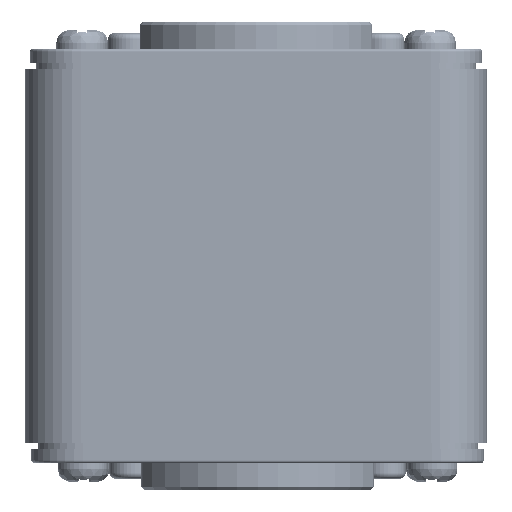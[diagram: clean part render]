
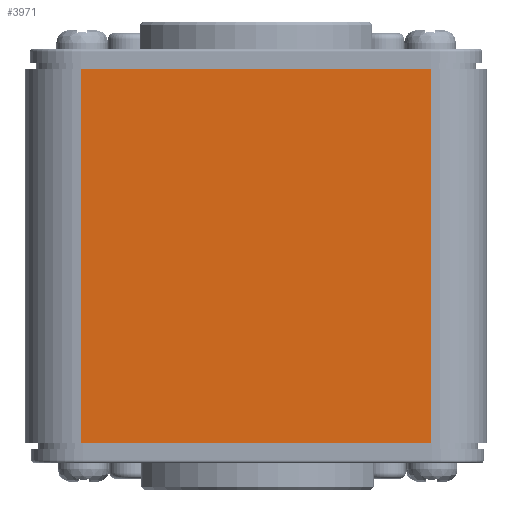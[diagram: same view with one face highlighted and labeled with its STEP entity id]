
A CAD part, front view. The second image highlights one B-rep face of the part: STEP entity #3971.
In plain terms, the highlighted planar face has unit normal (0, -1, 0).
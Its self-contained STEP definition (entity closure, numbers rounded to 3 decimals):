
#3971=ADVANCED_FACE('',(#5764),#4961,.F.);
#4961=PLANE('',#24231);
#5764=FACE_OUTER_BOUND('',#7219,.T.);
#7219=EDGE_LOOP('',(#11454,#11455,#11456,#11457));
#11454=ORIENTED_EDGE('',*,*,#18317,.F.);
#11455=ORIENTED_EDGE('',*,*,#18318,.F.);
#11456=ORIENTED_EDGE('',*,*,#18319,.T.);
#11457=ORIENTED_EDGE('',*,*,#18315,.T.);
#15602=VERTEX_POINT('',#66945);
#15603=VERTEX_POINT('',#66947);
#15604=VERTEX_POINT('',#66951);
#15605=VERTEX_POINT('',#66953);
#18315=EDGE_CURVE('',#15603,#15602,#20711,.T.);
#18317=EDGE_CURVE('',#15604,#15602,#20712,.T.);
#18318=EDGE_CURVE('',#15605,#15604,#20713,.T.);
#18319=EDGE_CURVE('',#15605,#15603,#20714,.T.);
#20711=LINE('',#66946,#22334);
#20712=LINE('',#66950,#22335);
#20713=LINE('',#66952,#22336);
#20714=LINE('',#66954,#22337);
#22334=VECTOR('',#28612,1.);
#22335=VECTOR('',#28617,1.);
#22336=VECTOR('',#28618,1.);
#22337=VECTOR('',#28619,1.);
#24231=AXIS2_PLACEMENT_3D('',#66955,#28620,#28621);
#28612=DIRECTION('',(0.,0.,-1.));
#28617=DIRECTION('',(-1.,0.,0.));
#28618=DIRECTION('',(0.,0.,-1.));
#28619=DIRECTION('',(-1.,0.,0.));
#28620=DIRECTION('',(0.,1.,0.));
#28621=DIRECTION('',(-1.,0.,0.));
#66945=CARTESIAN_POINT('',(-53.21,-12.113,0.033));
#66946=CARTESIAN_POINT('',(-53.21,-12.113,60.033));
#66947=CARTESIAN_POINT('',(-53.21,-12.113,60.033));
#66950=CARTESIAN_POINT('',(-53.21,-12.113,0.033));
#66951=CARTESIAN_POINT('',(2.79,-12.113,0.033));
#66952=CARTESIAN_POINT('',(2.79,-12.113,60.033));
#66953=CARTESIAN_POINT('',(2.79,-12.113,60.033));
#66954=CARTESIAN_POINT('',(-53.21,-12.113,60.033));
#66955=CARTESIAN_POINT('',(-53.21,-12.113,60.033));
